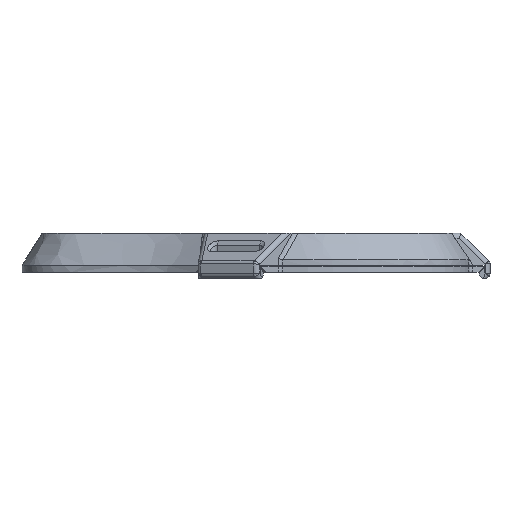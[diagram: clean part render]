
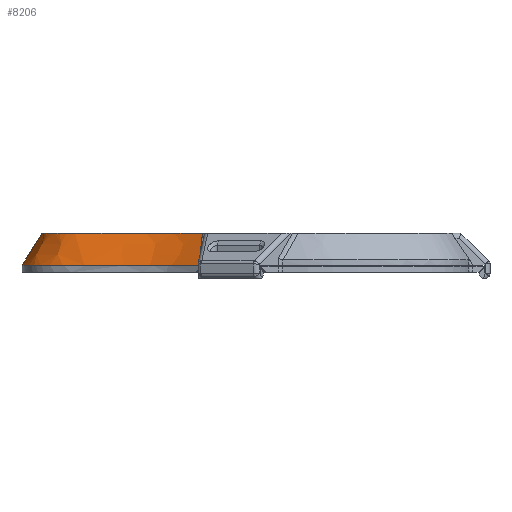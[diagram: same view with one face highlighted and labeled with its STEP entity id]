
A CAD part, left-side view. The second image highlights one B-rep face of the part: STEP entity #8206.
In plain terms, the highlighted free-form (B-spline) face has degree [3, 3] with [4, 12] control points.
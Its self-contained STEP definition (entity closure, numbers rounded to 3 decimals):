
#685=LINE('',#18368,#1396);
#1396=VECTOR('',#9465,10.);
#2242=FACE_OUTER_BOUND('',#2723,.T.);
#2723=EDGE_LOOP('',(#7347,#7348,#7349,#7350,#7351));
#2844=B_SPLINE_CURVE_WITH_KNOTS('',3,(#14146,#14147,#14148,#14149,#14150,
#14151,#14152,#14153,#14154,#14155,#14156,#14157,#14158,#14159,#14160,#14161,
#14162,#14163,#14164),.UNSPECIFIED.,.F.,.F.,(4,3,3,3,3,3,4),(-7.803,
-6.934,-5.513,-4.214,-2.72,
-1.252,0.),.UNSPECIFIED.);
#2851=B_SPLINE_CURVE_WITH_KNOTS('',3,(#14299,#14300,#14301,#14302),
 .UNSPECIFIED.,.F.,.F.,(4,4),(-0.814,0.197),
 .UNSPECIFIED.);
#3108=B_SPLINE_CURVE_WITH_KNOTS('',3,(#17969,#17970,#17971,#17972,#17973,
#17974,#17975,#17976,#17977,#17978,#17979,#17980),.UNSPECIFIED.,.F.,.F.,
(4,1,1,1,1,1,1,1,1,4),(-0.348,-0.315,-0.263,
-0.21,-0.158,-0.105,-0.079,
-0.053,-0.026,0.),
 .UNSPECIFIED.);
#3126=B_SPLINE_CURVE_WITH_KNOTS('',3,(#18493,#18494,#18495,#18496),
 .UNSPECIFIED.,.F.,.F.,(4,4),(0.,0.168),
 .UNSPECIFIED.);
#3275=VERTEX_POINT('',#14140);
#3276=VERTEX_POINT('',#14145);
#3281=VERTEX_POINT('',#14297);
#3733=VERTEX_POINT('',#17954);
#3734=VERTEX_POINT('',#17968);
#4112=EDGE_CURVE('',#3276,#3275,#2844,.F.);
#4121=EDGE_CURVE('',#3281,#3275,#2851,.T.);
#4793=EDGE_CURVE('',#3734,#3733,#3108,.T.);
#4824=EDGE_CURVE('',#3276,#3733,#685,.T.);
#4843=EDGE_CURVE('',#3734,#3281,#3126,.T.);
#7347=ORIENTED_EDGE('',*,*,#4843,.F.);
#7348=ORIENTED_EDGE('',*,*,#4793,.T.);
#7349=ORIENTED_EDGE('',*,*,#4824,.F.);
#7350=ORIENTED_EDGE('',*,*,#4112,.T.);
#7351=ORIENTED_EDGE('',*,*,#4121,.F.);
#7805=B_SPLINE_SURFACE_WITH_KNOTS('',3,3,((#20869,#20870,#20871,#20872,
#20873,#20874,#20875,#20876,#20877,#20878,#20879,#20880),(#20881,#20882,
#20883,#20884,#20885,#20886,#20887,#20888,#20889,#20890,#20891,#20892),
(#20893,#20894,#20895,#20896,#20897,#20898,#20899,#20900,#20901,#20902,
#20903,#20904),(#20905,#20906,#20907,#20908,#20909,#20910,#20911,#20912,
#20913,#20914,#20915,#20916)),.UNSPECIFIED.,.F.,.F.,.F.,(4,4),(4,1,1,1,
1,1,1,1,1,4),(0.,1.2),(0.,0.026,
0.053,0.079,0.105,0.158,
0.21,0.263,0.315,0.368),
 .UNSPECIFIED.);
#8206=ADVANCED_FACE('',(#2242),#7805,.T.);
#9465=DIRECTION('',(0.,-0.53,0.848));
#14140=CARTESIAN_POINT('',(-39.499,12.248,2.198));
#14145=CARTESIAN_POINT('',(-0.683,65.406,2.198));
#14146=CARTESIAN_POINT('Ctrl Pts',(-39.499,12.248,2.198));
#14147=CARTESIAN_POINT('Ctrl Pts',(-38.075,14.067,2.198));
#14148=CARTESIAN_POINT('Ctrl Pts',(-36.688,15.824,2.198));
#14149=CARTESIAN_POINT('Ctrl Pts',(-35.408,17.631,2.198));
#14150=CARTESIAN_POINT('Ctrl Pts',(-33.313,20.587,2.198));
#14151=CARTESIAN_POINT('Ctrl Pts',(-31.52,23.705,2.198));
#14152=CARTESIAN_POINT('Ctrl Pts',(-30.052,27.301,2.198));
#14153=CARTESIAN_POINT('Ctrl Pts',(-28.709,30.588,2.198));
#14154=CARTESIAN_POINT('Ctrl Pts',(-27.638,34.281,2.198));
#14155=CARTESIAN_POINT('Ctrl Pts',(-26.578,38.185,2.198));
#14156=CARTESIAN_POINT('Ctrl Pts',(-25.36,42.674,2.198));
#14157=CARTESIAN_POINT('Ctrl Pts',(-24.15,47.421,2.198));
#14158=CARTESIAN_POINT('Ctrl Pts',(-22.232,51.711,2.198));
#14159=CARTESIAN_POINT('Ctrl Pts',(-20.345,55.929,2.198));
#14160=CARTESIAN_POINT('Ctrl Pts',(-17.723,59.698,2.198));
#14161=CARTESIAN_POINT('Ctrl Pts',(-13.748,62.171,2.198));
#14162=CARTESIAN_POINT('Ctrl Pts',(-10.359,64.279,2.198));
#14163=CARTESIAN_POINT('Ctrl Pts',(-6.023,65.406,2.198));
#14164=CARTESIAN_POINT('Ctrl Pts',(-0.683,65.406,
2.198));
#14297=CARTESIAN_POINT('',(-33.685,11.349,10.417));
#14299=CARTESIAN_POINT('Ctrl Pts',(-33.685,11.349,10.417));
#14300=CARTESIAN_POINT('Ctrl Pts',(-35.622,11.645,7.675));
#14301=CARTESIAN_POINT('Ctrl Pts',(-37.563,11.945,4.937));
#14302=CARTESIAN_POINT('Ctrl Pts',(-39.499,12.248,2.198));
#17954=CARTESIAN_POINT('',(-0.683,59.406,11.8));
#17968=CARTESIAN_POINT('',(-32.744,11.154,11.8));
#17969=CARTESIAN_POINT('Ctrl Pts',(-32.742,11.155,11.8));
#17970=CARTESIAN_POINT('Ctrl Pts',(-31.585,12.656,11.8));
#17971=CARTESIAN_POINT('Ctrl Pts',(-28.602,16.679,11.8));
#17972=CARTESIAN_POINT('Ctrl Pts',(-24.429,24.291,11.8));
#17973=CARTESIAN_POINT('Ctrl Pts',(-21.304,34.347,11.8));
#17974=CARTESIAN_POINT('Ctrl Pts',(-18.753,44.608,11.8));
#17975=CARTESIAN_POINT('Ctrl Pts',(-15.857,51.723,11.8));
#17976=CARTESIAN_POINT('Ctrl Pts',(-12.76,55.565,11.8));
#17977=CARTESIAN_POINT('Ctrl Pts',(-9.961,57.633,11.8));
#17978=CARTESIAN_POINT('Ctrl Pts',(-6.193,59.033,11.8));
#17979=CARTESIAN_POINT('Ctrl Pts',(-2.697,59.406,11.8));
#17980=CARTESIAN_POINT('Ctrl Pts',(-0.683,59.406,
11.8));
#18368=CARTESIAN_POINT('',(-0.683,64.406,3.798));
#18493=CARTESIAN_POINT('Ctrl Pts',(-32.744,11.154,11.8));
#18494=CARTESIAN_POINT('Ctrl Pts',(-33.048,11.236,11.335));
#18495=CARTESIAN_POINT('Ctrl Pts',(-33.362,11.299,10.874));
#18496=CARTESIAN_POINT('Ctrl Pts',(-33.685,11.349,10.417));
#20869=CARTESIAN_POINT('Ctrl Pts',(-0.683,59.406,
11.8));
#20870=CARTESIAN_POINT('Ctrl Pts',(-2.697,59.406,11.8));
#20871=CARTESIAN_POINT('Ctrl Pts',(-6.193,59.033,11.8));
#20872=CARTESIAN_POINT('Ctrl Pts',(-9.961,57.633,11.8));
#20873=CARTESIAN_POINT('Ctrl Pts',(-12.76,55.565,11.8));
#20874=CARTESIAN_POINT('Ctrl Pts',(-15.857,51.723,11.8));
#20875=CARTESIAN_POINT('Ctrl Pts',(-18.753,44.608,11.8));
#20876=CARTESIAN_POINT('Ctrl Pts',(-21.304,34.347,11.8));
#20877=CARTESIAN_POINT('Ctrl Pts',(-24.429,24.291,11.8));
#20878=CARTESIAN_POINT('Ctrl Pts',(-29.189,15.607,11.8));
#20879=CARTESIAN_POINT('Ctrl Pts',(-32.962,10.864,11.8));
#20880=CARTESIAN_POINT('Ctrl Pts',(-34.776,8.548,11.8));
#20881=CARTESIAN_POINT('Ctrl Pts',(-0.683,61.406,
8.599));
#20882=CARTESIAN_POINT('Ctrl Pts',(-2.818,61.406,8.599));
#20883=CARTESIAN_POINT('Ctrl Pts',(-6.602,61.013,8.599));
#20884=CARTESIAN_POINT('Ctrl Pts',(-10.904,59.43,8.599));
#20885=CARTESIAN_POINT('Ctrl Pts',(-14.181,57.01,8.599));
#20886=CARTESIAN_POINT('Ctrl Pts',(-17.665,52.654,8.599));
#20887=CARTESIAN_POINT('Ctrl Pts',(-20.679,45.146,8.599));
#20888=CARTESIAN_POINT('Ctrl Pts',(-23.245,34.832,8.599));
#20889=CARTESIAN_POINT('Ctrl Pts',(-26.299,25.043,8.599));
#20890=CARTESIAN_POINT('Ctrl Pts',(-30.844,16.753,8.599));
#20891=CARTESIAN_POINT('Ctrl Pts',(-34.531,12.103,8.599));
#20892=CARTESIAN_POINT('Ctrl Pts',(-36.351,9.781,8.599));
#20893=CARTESIAN_POINT('Ctrl Pts',(-0.683,63.406,
5.399));
#20894=CARTESIAN_POINT('Ctrl Pts',(-2.939,63.406,5.399));
#20895=CARTESIAN_POINT('Ctrl Pts',(-7.011,62.993,5.399));
#20896=CARTESIAN_POINT('Ctrl Pts',(-11.847,61.228,5.399));
#20897=CARTESIAN_POINT('Ctrl Pts',(-15.602,58.456,5.399));
#20898=CARTESIAN_POINT('Ctrl Pts',(-19.472,53.584,5.399));
#20899=CARTESIAN_POINT('Ctrl Pts',(-22.605,45.684,5.399));
#20900=CARTESIAN_POINT('Ctrl Pts',(-25.186,35.318,5.399));
#20901=CARTESIAN_POINT('Ctrl Pts',(-28.168,25.795,5.399));
#20902=CARTESIAN_POINT('Ctrl Pts',(-32.498,17.899,5.399));
#20903=CARTESIAN_POINT('Ctrl Pts',(-36.101,13.342,5.399));
#20904=CARTESIAN_POINT('Ctrl Pts',(-37.925,11.015,5.399));
#20905=CARTESIAN_POINT('Ctrl Pts',(-0.683,65.406,
2.198));
#20906=CARTESIAN_POINT('Ctrl Pts',(-3.06,65.406,2.198));
#20907=CARTESIAN_POINT('Ctrl Pts',(-7.419,64.973,2.198));
#20908=CARTESIAN_POINT('Ctrl Pts',(-12.791,63.025,2.198));
#20909=CARTESIAN_POINT('Ctrl Pts',(-17.024,59.902,2.198));
#20910=CARTESIAN_POINT('Ctrl Pts',(-21.279,54.514,2.198));
#20911=CARTESIAN_POINT('Ctrl Pts',(-24.531,46.222,2.198));
#20912=CARTESIAN_POINT('Ctrl Pts',(-27.127,35.803,2.198));
#20913=CARTESIAN_POINT('Ctrl Pts',(-30.038,26.547,2.198));
#20914=CARTESIAN_POINT('Ctrl Pts',(-34.152,19.045,2.198));
#20915=CARTESIAN_POINT('Ctrl Pts',(-37.671,14.582,2.198));
#20916=CARTESIAN_POINT('Ctrl Pts',(-39.499,12.248,2.198));
